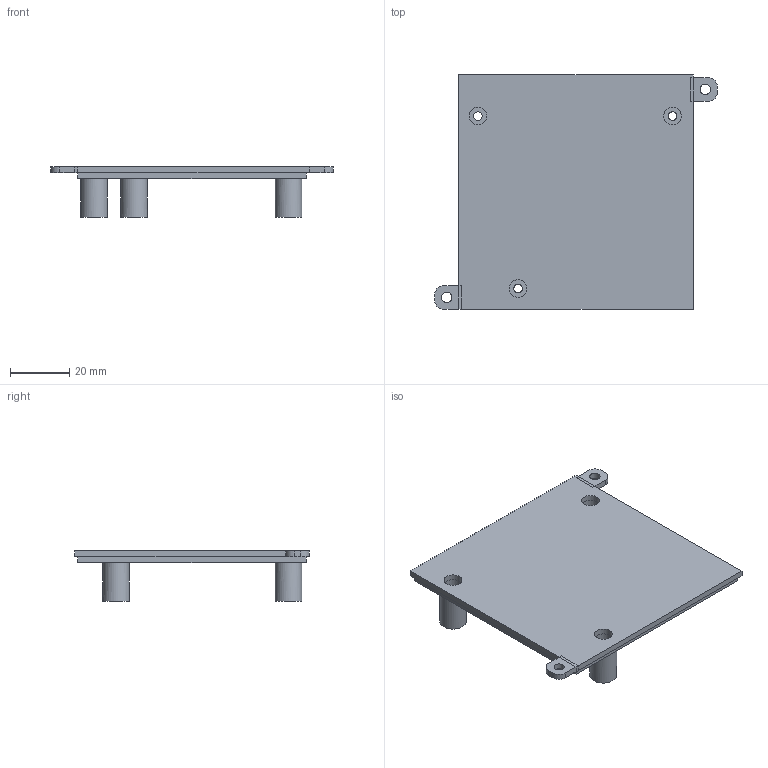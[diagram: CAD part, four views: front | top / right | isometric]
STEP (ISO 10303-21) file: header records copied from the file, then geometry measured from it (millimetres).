
FILE_DESCRIPTION(('FreeCAD Model'),'2;1');
FILE_NAME('Open CASCADE Shape Model','2023-09-23T11:46:09',('Author'),( ''),'Open CASCADE STEP processor 7.6','FreeCAD','Unknown');
FILE_SCHEMA(('AUTOMOTIVE_DESIGN { 1 0 10303 214 1 1 1 1 }'));
Length unit declared in the file: millimetre
Products named in the file (1): Traseira
Bounding box: 95 x 79 x 17 mm (x, y, z)
Volume: 15421.6 mm3; surface area: 16692.2 mm2
Topology: 1 solids, 1 shells, 60 faces, 144 edges, 90 vertices
Faces by surface type: plane 42, cylinder 18
Full cylindrical faces by diameter (mm): 2.9 x3, 3.5 x2, 6 x6, 9 x3
Entity records: 3649 total; most frequent: CARTESIAN_POINT 670, DIRECTION 561, LINE 336, VECTOR 336, ORIENTED_EDGE 288, PCURVE 288, DEFINITIONAL_REPRESENTATION 288, EDGE_CURVE 144
